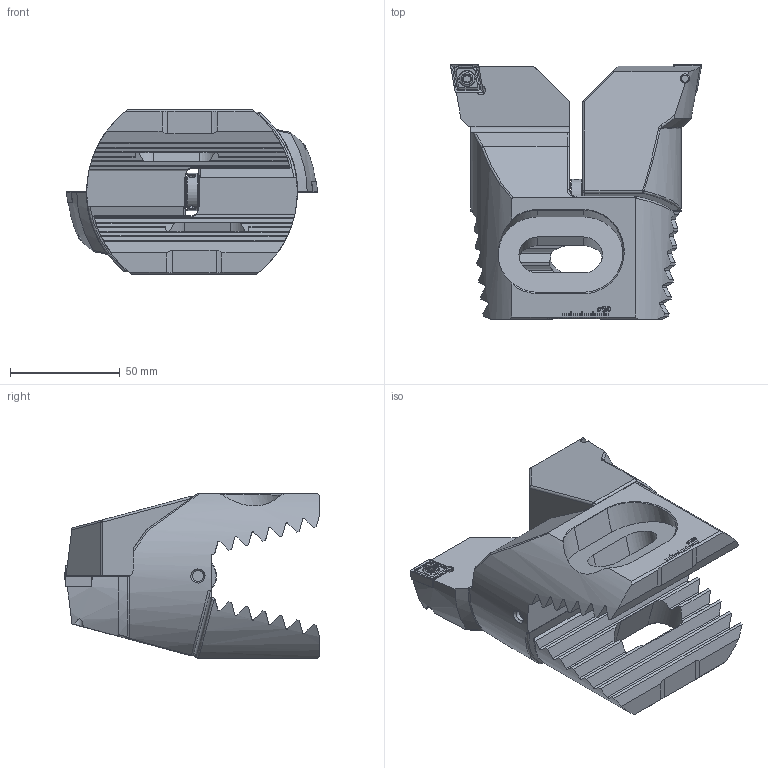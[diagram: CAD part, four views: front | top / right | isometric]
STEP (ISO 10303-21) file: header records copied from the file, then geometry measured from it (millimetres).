
FILE_DESCRIPTION (( 'STEP AP214' ), '1' );
FILE_NAME ('Z94.WCC.B12.067.STEP', '2020-08-14T11:47:47', ( '' ), ( '' ), 'SwSTEP 2.0', 'SolidWorks 2017', '' );
FILE_SCHEMA (( 'AUTOMOTIVE_DESIGN' ));
Length unit declared in the file: millimetre
Products named in the file (8): Z94-ER3.000.090; Z42-ER3.002.005_A; Z94.WCC.B12.067; ISO 4026 - M4 x 5; WCC-ER2.001.010_A; CCMT120404; Z94-xxx.001.067_E; Z94-ER3.001.090_A
Assembly tree (12 placements, depth 3):
  Z94.WCC.B12.067
    Z94-xxx.001.067_E  x2
    CCMT120404  x2
    WCC-ER2.001.010_A  x2
    Z94-ER3.000.090
      Z94-ER3.001.090_A
      Z42-ER3.002.005_A
      ISO 4026 - M4 x 5  x3
Bounding box: 114.5 x 116.2 x 75.2 mm (x, y, z)
Volume: 343412.2 mm3; surface area: 65365.4 mm2
Topology: 11 solids, 11 shells, 759 faces, 1980 edges, 1243 vertices
Faces by surface type: plane 465, cylinder 111, bspline 106, cone 55, torus 12, sphere 10
Full cylindrical faces by diameter (mm): 2 x2, 3.3 x3, 3.8 x2, 4 x3, 4.2 x4, 5 x4, 5.5 x2, 6 x4, 7 x2, 7.6 x2, 17 x1
Entity records: 15604 total; most frequent: CARTESIAN_POINT 5578, ORIENTED_EDGE 1902, DIRECTION 1523, EDGE_CURVE 951, VERTEX_POINT 626, VECTOR 589, LINE 589, AXIS2_PLACEMENT_3D 467
